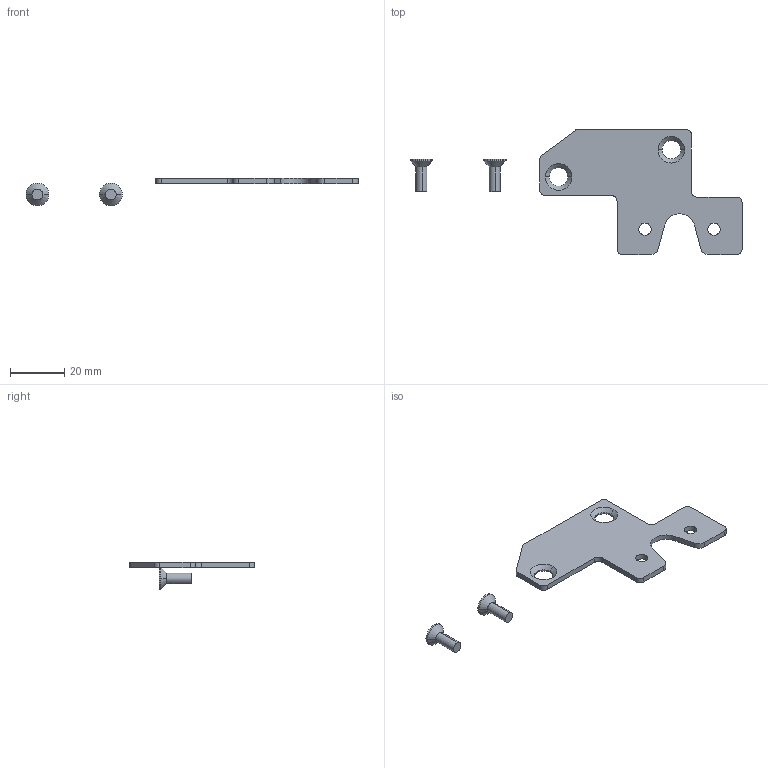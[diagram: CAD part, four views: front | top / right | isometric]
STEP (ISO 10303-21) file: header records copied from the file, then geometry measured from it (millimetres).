
FILE_DESCRIPTION (( 'STEP AP214' ), '1' );
FILE_NAME ('Southco-AC-EM-020-1.step', '2019-01-07T02:31:49', ( '' ), ( '' ), 'SwSTEP 2.0', 'SolidWorks 2018', '' );
FILE_SCHEMA (( 'AUTOMOTIVE_DESIGN' ));
Length unit declared in the file: millimetre
Products named in the file (3): Southco-AC-EM-020-1_AC-EM-020-1.sldasm-Part-2; Southco-AC-EM-020-1_AC-EM-020-1.sldasm-Part-1; Southco-AC-EM-020-1
Assembly tree (3 placements, depth 2):
  Southco-AC-EM-020-1
    Southco-AC-EM-020-1_AC-EM-020-1.sldasm-Part-1  x2
    Southco-AC-EM-020-1_AC-EM-020-1.sldasm-Part-2
Bounding box: 122.2 x 46.1 x 10.25 mm (x, y, z)
Volume: 4332.2 mm3; surface area: 5132.5 mm2
Topology: 3 solids, 3 shells, 80 faces, 208 edges, 136 vertices
Faces by surface type: plane 44, cylinder 28, cone 8
Entity records: 1970 total; most frequent: DIRECTION 340, CARTESIAN_POINT 323, ORIENTED_EDGE 312, EDGE_CURVE 156, AXIS2_PLACEMENT_3D 119, VERTEX_POINT 102, VECTOR 102, LINE 102
